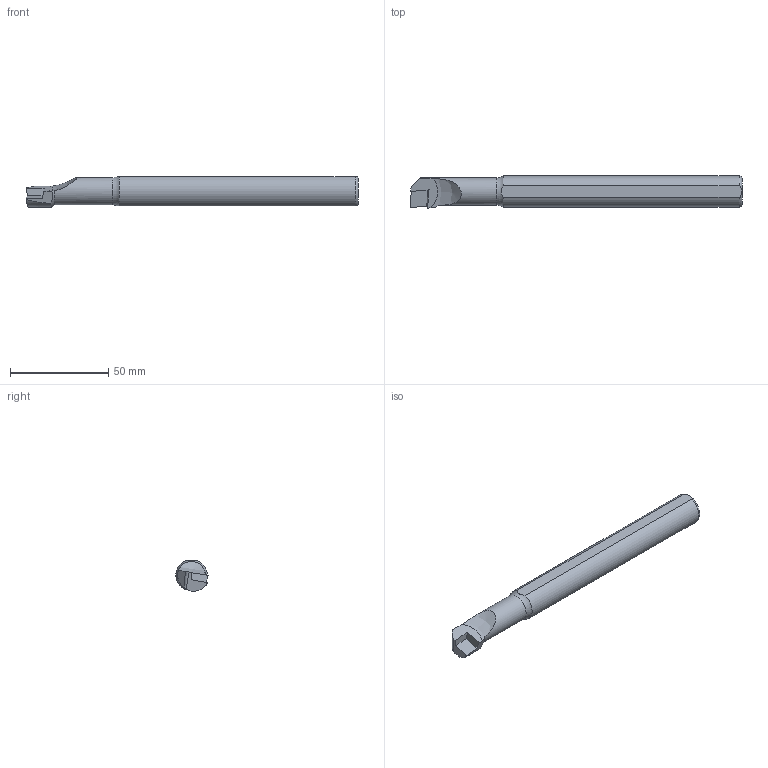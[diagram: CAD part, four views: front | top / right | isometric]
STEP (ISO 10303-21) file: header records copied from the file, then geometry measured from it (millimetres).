
FILE_DESCRIPTION(/* description */ (''),/* implementation_level */ '2;1');
FILE_NAME(/* name */ 'S1416P-SCLCR-09.stp',/* time_stamp */ '2023-10-13T17:35:09+03:00',/* author */ (''),/* organization */ (''),/* preprocessor_version */ 'ST-DEVELOPER v19.4',/* originating_system */ 'SIEMENS PLM Software NX2306.3001',/* authorisation */ '');
FILE_SCHEMA (('AUTOMOTIVE_DESIGN { 1 0 10303 214 3 1 1 1 }'));
Length unit declared in the file: millimetre
Products named in the file (1): S1416P SCLCR 09-LIGHT_objects
Bounding box: 169.3 x 16.47 x 15.55 mm (x, y, z)
Volume: 29883.6 mm3; surface area: 8387.8 mm2
Topology: 1 solids, 1 shells, 21 faces, 56 edges, 37 vertices
Faces by surface type: plane 10, cylinder 5, cone 3, torus 2, bspline 1
Full cylindrical faces by diameter (mm): 14 x1
Entity records: 1479 total; most frequent: CARTESIAN_POINT 971, ORIENTED_EDGE 100, DIRECTION 92, EDGE_CURVE 50, AXIS2_PLACEMENT_3D 35, VERTEX_POINT 34, EDGE_LOOP 24, LINE 22
